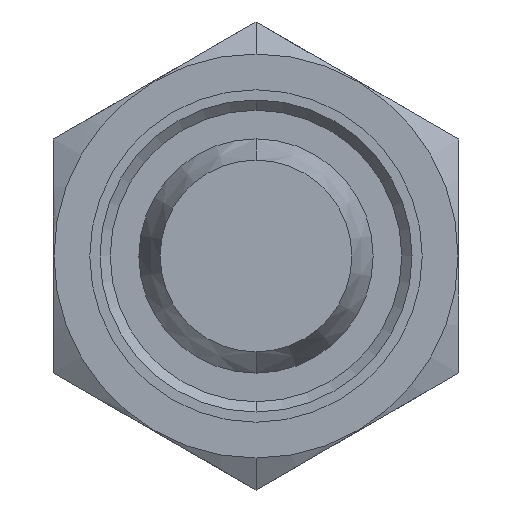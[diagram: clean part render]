
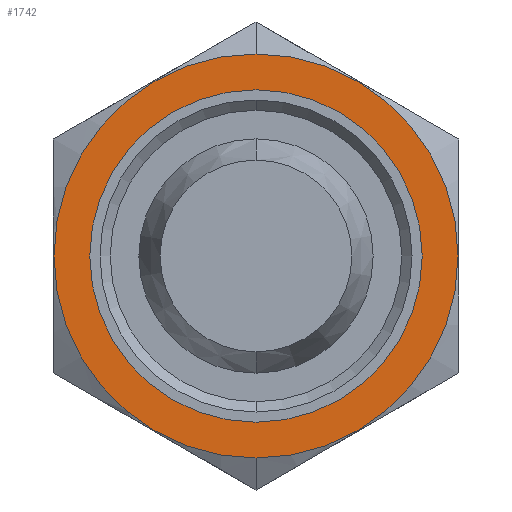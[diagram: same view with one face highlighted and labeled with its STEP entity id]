
A CAD part, front view. The second image highlights one B-rep face of the part: STEP entity #1742.
In plain terms, the highlighted planar face has unit normal (0, -1, 0).
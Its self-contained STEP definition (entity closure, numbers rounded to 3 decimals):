
#107=CARTESIAN_POINT('',(0.,1.5,0.));
#108=DIRECTION('',(0.,-1.,0.));
#109=DIRECTION('',(0.,0.,-1.));
#110=AXIS2_PLACEMENT_3D('',#107,#108,#109);
#112=CARTESIAN_POINT('',(0.,1.5,0.));
#113=DIRECTION('',(0.,1.,0.));
#114=DIRECTION('',(0.,0.,-1.));
#115=AXIS2_PLACEMENT_3D('',#112,#113,#114);
#153=CARTESIAN_POINT('',(0.,1.5,0.));
#154=DIRECTION('',(0.,1.,0.));
#155=DIRECTION('',(0.,0.,-1.));
#156=AXIS2_PLACEMENT_3D('',#153,#154,#155);
#206=CARTESIAN_POINT('',(0.,1.5,0.));
#207=DIRECTION('',(0.,-1.,0.));
#208=DIRECTION('',(0.,0.,-1.));
#209=AXIS2_PLACEMENT_3D('',#206,#207,#208);
#1369=CARTESIAN_POINT('',(0.,1.5,-3.175));
#1370=CARTESIAN_POINT('',(0.,1.5,3.175));
#1371=VERTEX_POINT('',#1369);
#1372=VERTEX_POINT('',#1370);
#1373=CARTESIAN_POINT('',(0.,1.5,-3.95));
#1374=CARTESIAN_POINT('',(0.,1.5,3.95));
#1375=VERTEX_POINT('',#1373);
#1376=VERTEX_POINT('',#1374);
#1727=CARTESIAN_POINT('',(0.,1.5,0.));
#1728=DIRECTION('',(0.,1.,0.));
#1729=DIRECTION('',(0.,0.,-1.));
#1730=AXIS2_PLACEMENT_3D('',#1727,#1728,#1729);
#1731=PLANE('',#1730);
#1733=ORIENTED_EDGE('',*,*,#1732,.T.);
#1735=ORIENTED_EDGE('',*,*,#1734,.F.);
#1736=EDGE_LOOP('',(#1733,#1735));
#1737=FACE_OUTER_BOUND('',#1736,.F.);
#1738=ORIENTED_EDGE('',*,*,#1721,.T.);
#1739=ORIENTED_EDGE('',*,*,#1707,.F.);
#1740=EDGE_LOOP('',(#1738,#1739));
#1741=FACE_BOUND('',#1740,.F.);
#111=CIRCLE('',#110,3.175);
#116=CIRCLE('',#115,3.175);
#157=CIRCLE('',#156,3.95);
#210=CIRCLE('',#209,3.95);
#1707=EDGE_CURVE('',#1371,#1372,#116,.T.);
#1721=EDGE_CURVE('',#1371,#1372,#111,.T.);
#1732=EDGE_CURVE('',#1375,#1376,#157,.T.);
#1734=EDGE_CURVE('',#1375,#1376,#210,.T.);
#1742=ADVANCED_FACE('',(#1737,#1741),#1731,.F.);
